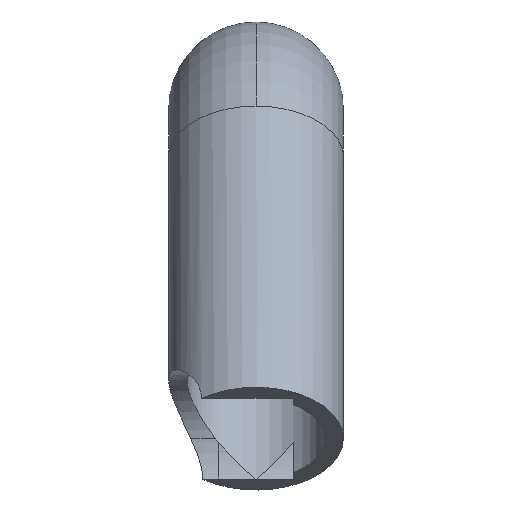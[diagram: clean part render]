
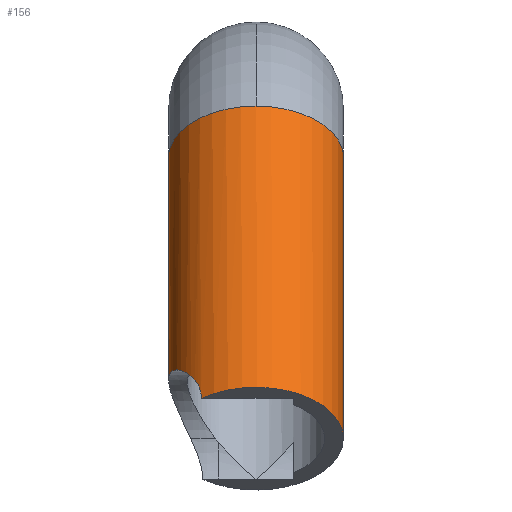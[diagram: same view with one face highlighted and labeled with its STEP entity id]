
A CAD part, top view. The second image highlights one B-rep face of the part: STEP entity #156.
In plain terms, the highlighted cylindrical face has radius 4.763 mm (diameter 9.525 mm), a partial arc.
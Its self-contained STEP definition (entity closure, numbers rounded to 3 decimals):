
#3=CARTESIAN_POINT('POINT2',(17.955,18.124
   ,16.228));
#4=VERTEX_POINT('VERTEX2',#3);
#12=CARTESIAN_POINT('POINT3',(22.718,
   15.332,12.369));
#13=VERTEX_POINT('VERTEX3',#12);
#14=CARTESIAN_POINT('POS2',(17.955,15.332,
   12.369));
#15=DIRECTION('DIR3',(0.,-0.81,
   0.586));
#16=DIRECTION('DIR4',(0.,0.586,
   0.81));
#17=AXIS2_PLACEMENT_3D('AXIS2',#14,#15,#16);
#18=CIRCLE('ELLIPSE2',#17,4.763);
#19=EDGE_CURVE('EDGE2',#13,#4,#18,.T.);
#50=CARTESIAN_POINT('POINT6',(13.193,
   15.332,12.369));
#51=VERTEX_POINT('VERTEX6',#50);
#59=EDGE_CURVE('EDGE7',#4,#51,#18,.T.);
#107=CARTESIAN_POINT('POINT9',(22.718,0.,
   23.46));
#108=VERTEX_POINT('VERTEX9',#107);
#109=CARTESIAN_POINT('POINT10',(14.983,
   2.181,26.475));
#110=VERTEX_POINT('VERTEX10',#109);
#111=CARTESIAN_POINT('POS11',(17.955,
   0.,23.46));
#112=DIRECTION('DIR21',(0.,-0.81,
   0.586));
#113=DIRECTION('DIR22',(1.,0.,0.));
#114=AXIS2_PLACEMENT_3D('AXIS11',#111,#112,#113);
#115=CIRCLE('ELLIPSE9',#114,4.763);
#116=EDGE_CURVE('EDGE13',#108,#110,#115,.T.);
#117=ORIENTED_EDGE('COEDGE17',*,*,#116,.F.);
#118=CARTESIAN_POINT('POS12',(22.718,
   15.332,12.369));
#119=DIRECTION('DIR23',(0.,-0.81,
   0.586));
#120=VECTOR('VEC1',#119,25.4);
#121=LINE('STRAIGHT1',#118,#120);
#122=EDGE_CURVE('EDGE14',#13,#108,#121,.T.);
#123=ORIENTED_EDGE('COEDGE18',*,*,#122,.F.);
#124=ORIENTED_EDGE('COEDGE19',*,*,#19,.T.);
#125=ORIENTED_EDGE('COEDGE20',*,*,#59,.T.);
#126=CARTESIAN_POINT('POINT11',(13.193,
   3.215,21.135));
#127=VERTEX_POINT('VERTEX11',#126);
#128=CARTESIAN_POINT('POS13',(13.193,
   15.332,12.369));
#129=DIRECTION('DIR24',(0.,-0.81,
   0.586));
#130=VECTOR('VEC2',#129,25.4);
#131=LINE('STRAIGHT2',#128,#130);
#132=EDGE_CURVE('EDGE15',#51,#127,#131,.T.);
#133=ORIENTED_EDGE('COEDGE21',*,*,#132,.T.);
#134=B_SPLINE_CURVE_WITH_KNOTS('SPLINE_CRV1',3,(#135,#136,#137,#138,#139
   ,#140,#141,#142,#143,#144,#145,#146),.UNSPECIFIED.,.F.,.F.,(4,2,2,2,2
   ,4),(-9.602,-8.926,
   -7.462,-5.459,-4.089,
   -3.016),.UNSPECIFIED.);
#135=CARTESIAN_POINT('',(14.983,2.181,
   26.476));
#136=CARTESIAN_POINT('',(14.984,2.342,
   26.361));
#137=CARTESIAN_POINT('',(14.964,2.491,
   26.233));
#138=CARTESIAN_POINT('',(14.842,2.929,
   25.792));
#139=CARTESIAN_POINT('',(14.677,3.162,
   25.449));
#140=CARTESIAN_POINT('',(14.254,3.569,
   24.604));
#141=CARTESIAN_POINT('',(13.957,3.718,
   24.035));
#142=CARTESIAN_POINT('',(13.539,3.76,
   22.989));
#143=CARTESIAN_POINT('',(13.396,3.719,
   22.549));
#144=CARTESIAN_POINT('',(13.232,3.521,
   21.776));
#145=CARTESIAN_POINT('',(13.193,3.392,
   21.443));
#146=CARTESIAN_POINT('',(13.193,3.215,
   21.135));
#147=EDGE_CURVE('EDGE16',#127,#110,#134,.F.);
#148=ORIENTED_EDGE('COEDGE22',*,*,#147,.T.);
#149=EDGE_LOOP('NONE',(#117,#123,#124,#125,#133,#148));
#150=FACE_BOUND('LOOP1',#149,.T.);
#151=CARTESIAN_POINT('POS14',(17.955,
   15.332,12.369));
#152=DIRECTION('DIR25',(0.,-0.81,
   0.586));
#153=DIRECTION('DIR26',(1.,0.,0.));
#154=AXIS2_PLACEMENT_3D('AXIS12',#151,#152,#153);
#155=CYLINDRICAL_SURFACE('CONE_SURF1',#154,4.763);
#156=ADVANCED_FACE('FACE5',(#150),#155,.T.);
